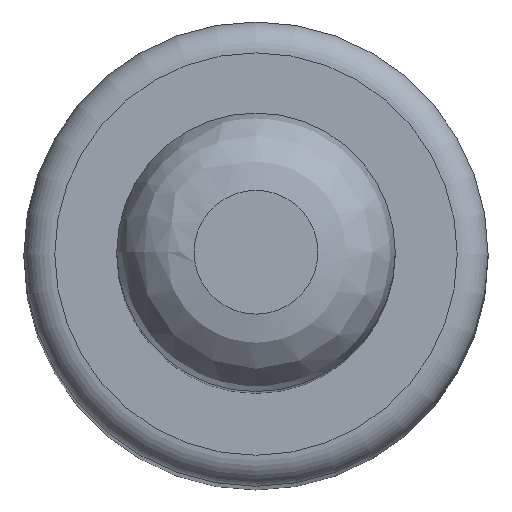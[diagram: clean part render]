
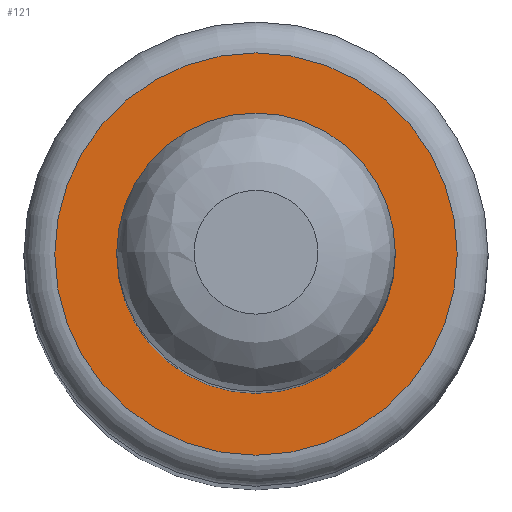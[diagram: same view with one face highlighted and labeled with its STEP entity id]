
A CAD part, top view. The second image highlights one B-rep face of the part: STEP entity #121.
In plain terms, the highlighted planar face has unit normal (0, 0, 1).
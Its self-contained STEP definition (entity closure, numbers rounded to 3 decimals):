
#16=FACE_BOUND('',#43,.T.);
#18=PLANE('',#149);
#33=FACE_OUTER_BOUND('',#42,.T.);
#42=EDGE_LOOP('',(#98));
#43=EDGE_LOOP('',(#99));
#51=CIRCLE('',#143,0.65);
#56=CIRCLE('',#150,0.45);
#63=VERTEX_POINT('',#209);
#67=VERTEX_POINT('',#221);
#73=EDGE_CURVE('',#63,#63,#51,.T.);
#79=EDGE_CURVE('',#67,#67,#56,.T.);
#98=ORIENTED_EDGE('',*,*,#73,.F.);
#99=ORIENTED_EDGE('',*,*,#79,.T.);
#121=ADVANCED_FACE('',(#33,#16),#18,.T.);
#143=AXIS2_PLACEMENT_3D('',#210,#166,#167);
#149=AXIS2_PLACEMENT_3D('',#220,#179,#180);
#150=AXIS2_PLACEMENT_3D('',#222,#181,#182);
#166=DIRECTION('center_axis',(0.,0.,-1.));
#167=DIRECTION('ref_axis',(-1.,0.,0.));
#179=DIRECTION('center_axis',(0.,0.,1.));
#180=DIRECTION('ref_axis',(-1.,0.,0.));
#181=DIRECTION('center_axis',(0.,0.,-1.));
#182=DIRECTION('ref_axis',(-1.,0.,0.));
#209=CARTESIAN_POINT('',(-0.65,0.,8.5));
#210=CARTESIAN_POINT('Origin',(0.,0.,8.5));
#220=CARTESIAN_POINT('Origin',(0.,0.,8.5));
#221=CARTESIAN_POINT('',(0.45,0.,8.5));
#222=CARTESIAN_POINT('Origin',(0.,0.,8.5));
